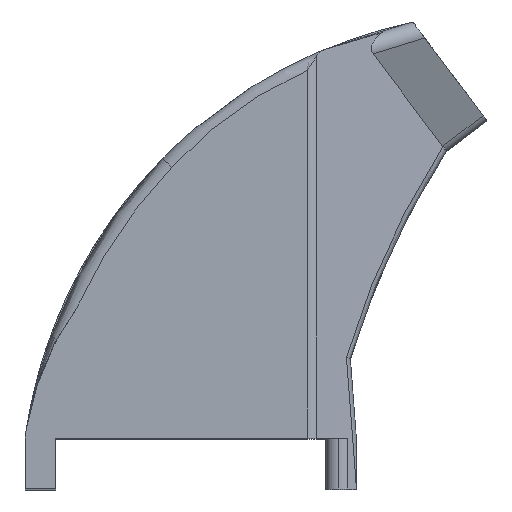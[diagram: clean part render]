
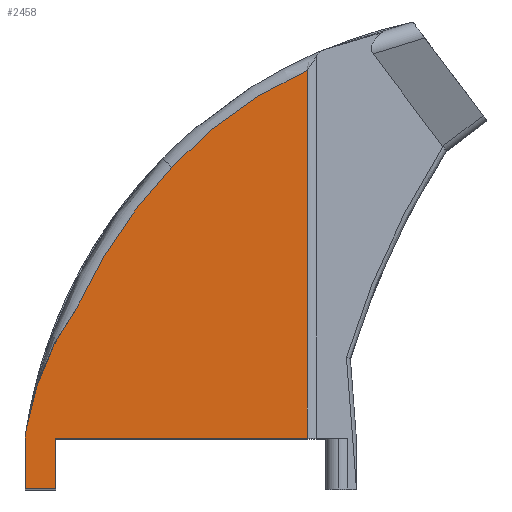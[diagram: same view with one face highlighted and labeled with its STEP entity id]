
A CAD part, top view. The second image highlights one B-rep face of the part: STEP entity #2458.
In plain terms, the highlighted planar face has unit normal (0, 0, 1).
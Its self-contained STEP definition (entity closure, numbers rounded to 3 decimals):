
#12 = DIRECTION ( 'NONE',  ( -1., 0., 0. ) ) ;
#159 = DIRECTION ( 'NONE',  ( 1., 0., 0. ) ) ;
#308 = CARTESIAN_POINT ( 'NONE',  ( -12.783, 0.126, 22.4 ) ) ;
#309 = ORIENTED_EDGE ( 'NONE', *, *, #1861, .T. ) ;
#312 = VERTEX_POINT ( 'NONE', #983 ) ;
#408 = VECTOR ( 'NONE', #3371, 1000. ) ;
#472 = ORIENTED_EDGE ( 'NONE', *, *, #4114, .T. ) ;
#483 = CARTESIAN_POINT ( 'NONE',  ( -12.8, -2., 22.4 ) ) ;
#500 = CARTESIAN_POINT ( 'NONE',  ( -1.711, 0., 22.4 ) ) ;
#640 = CARTESIAN_POINT ( 'NONE',  ( -12.8, 0., 22.4 ) ) ;
#712 = VERTEX_POINT ( 'NONE', #483 ) ;
#834 = VECTOR ( 'NONE', #3716, 1000. ) ;
#858 = DIRECTION ( 'NONE',  ( -1., 0., 0. ) ) ;
#899 = PLANE ( 'NONE',  #3385 ) ;
#983 = CARTESIAN_POINT ( 'NONE',  ( -1.711, 14.45, 22.4 ) ) ;
#988 = ORIENTED_EDGE ( 'NONE', *, *, #2579, .T. ) ;
#990 = EDGE_CURVE ( 'NONE', #3933, #3684, #1590, .T. ) ;
#1011 = CARTESIAN_POINT ( 'NONE',  ( -7.034, 10.639, 22.4 ) ) ;
#1037 = ORIENTED_EDGE ( 'NONE', *, *, #990, .F. ) ;
#1039 = AXIS2_PLACEMENT_3D ( 'NONE', #3653, #3957, #2356 ) ;
#1073 = CARTESIAN_POINT ( 'NONE',  ( -1.711, 15.081, 22.4 ) ) ;
#1159 = DIRECTION ( 'NONE',  ( 0., 0., 1. ) ) ;
#1199 = DIRECTION ( 'NONE',  ( 0., 1., 0. ) ) ;
#1293 = ORIENTED_EDGE ( 'NONE', *, *, #3026, .F. ) ;
#1431 = CARTESIAN_POINT ( 'NONE',  ( -10.726, 5.188, 22.4 ) ) ;
#1546 = CARTESIAN_POINT ( 'NONE',  ( -12.8, -2., 22.4 ) ) ;
#1590 = B_SPLINE_CURVE_WITH_KNOTS ( 'NONE', 3,
 ( #2011, #308, #3680, #1637 ),
 .UNSPECIFIED., .F., .F.,
 ( 4, 4 ),
 ( 0., 1. ),
 .UNSPECIFIED. ) ;
#1598 = VERTEX_POINT ( 'NONE', #4228 ) ;
#1605 = CARTESIAN_POINT ( 'NONE',  ( -12.8, -2., 22.4 ) ) ;
#1616 = EDGE_LOOP ( 'NONE', ( #2185, #1037, #1293, #1967, #2790, #2207, #472, #309, #988 ) ) ;
#1637 = CARTESIAN_POINT ( 'NONE',  ( -12.744, 0.378, 22.4 ) ) ;
#1859 = LINE ( 'NONE', #3265, #3116 ) ;
#1861 = EDGE_CURVE ( 'NONE', #312, #3236, #3251, .T. ) ;
#1967 = ORIENTED_EDGE ( 'NONE', *, *, #3209, .F. ) ;
#2011 = CARTESIAN_POINT ( 'NONE',  ( -12.8, 0., 22.4 ) ) ;
#2048 = LINE ( 'NONE', #2111, #408 ) ;
#2104 = CARTESIAN_POINT ( 'NONE',  ( 7.424, -3.129, 22.4 ) ) ;
#2111 = CARTESIAN_POINT ( 'NONE',  ( -11.6, -2., 22.4 ) ) ;
#2185 = ORIENTED_EDGE ( 'NONE', *, *, #3889, .T. ) ;
#2207 = ORIENTED_EDGE ( 'NONE', *, *, #2400, .F. ) ;
#2277 = VECTOR ( 'NONE', #12, 1000. ) ;
#2356 = DIRECTION ( 'NONE',  ( 1., 0., 0. ) ) ;
#2400 = EDGE_CURVE ( 'NONE', #2844, #3011, #1859, .T. ) ;
#2425 = VECTOR ( 'NONE', #1199, 1000. ) ;
#2441 = CARTESIAN_POINT ( 'NONE',  ( 4.811, -0.285, 22.4 ) ) ;
#2458 = ADVANCED_FACE ( 'NONE', ( #2880 ), #899, .T. ) ;
#2476 = DIRECTION ( 'NONE',  ( 0., 0., 1. ) ) ;
#2551 = DIRECTION ( 'NONE',  ( 0., 0., 1. ) ) ;
#2579 = EDGE_CURVE ( 'NONE', #3236, #3350, #3187, .T. ) ;
#2583 = CARTESIAN_POINT ( 'NONE',  ( -11.6, 0., 22.4 ) ) ;
#2790 = ORIENTED_EDGE ( 'NONE', *, *, #4109, .T. ) ;
#2844 = VERTEX_POINT ( 'NONE', #500 ) ;
#2880 = FACE_OUTER_BOUND ( 'NONE', #1616, .T. ) ;
#2914 = CIRCLE ( 'NONE', #1039, 11.244 ) ;
#2994 = LINE ( 'NONE', #1605, #2277 ) ;
#3011 = VERTEX_POINT ( 'NONE', #2583 ) ;
#3026 = EDGE_CURVE ( 'NONE', #712, #3933, #3837, .T. ) ;
#3116 = VECTOR ( 'NONE', #858, 1000. ) ;
#3181 = AXIS2_PLACEMENT_3D ( 'NONE', #2441, #1159, #159 ) ;
#3187 = CIRCLE ( 'NONE', #3255, 19.965 ) ;
#3209 = EDGE_CURVE ( 'NONE', #1598, #712, #2994, .T. ) ;
#3236 = VERTEX_POINT ( 'NONE', #1011 ) ;
#3251 = CIRCLE ( 'NONE', #3181, 16.114 ) ;
#3255 = AXIS2_PLACEMENT_3D ( 'NONE', #2104, #2476, #4056 ) ;
#3265 = CARTESIAN_POINT ( 'NONE',  ( 0., 0., 22.4 ) ) ;
#3350 = VERTEX_POINT ( 'NONE', #1431 ) ;
#3371 = DIRECTION ( 'NONE',  ( 0., 1., 0. ) ) ;
#3385 = AXIS2_PLACEMENT_3D ( 'NONE', #3528, #2551, #3850 ) ;
#3528 = CARTESIAN_POINT ( 'NONE',  ( 0., 0., 22.4 ) ) ;
#3653 = CARTESIAN_POINT ( 'NONE',  ( -1.65, -1.449, 22.4 ) ) ;
#3680 = CARTESIAN_POINT ( 'NONE',  ( -12.764, 0.252, 22.4 ) ) ;
#3684 = VERTEX_POINT ( 'NONE', #3770 ) ;
#3716 = DIRECTION ( 'NONE',  ( 0., 1., 0. ) ) ;
#3770 = CARTESIAN_POINT ( 'NONE',  ( -12.744, 0.378, 22.4 ) ) ;
#3837 = LINE ( 'NONE', #1546, #2425 ) ;
#3850 = DIRECTION ( 'NONE',  ( 1., 0., 0. ) ) ;
#3889 = EDGE_CURVE ( 'NONE', #3350, #3684, #2914, .T. ) ;
#3933 = VERTEX_POINT ( 'NONE', #640 ) ;
#3957 = DIRECTION ( 'NONE',  ( 0., 0., 1. ) ) ;
#4042 = LINE ( 'NONE', #1073, #834 ) ;
#4056 = DIRECTION ( 'NONE',  ( 1., 0., 0. ) ) ;
#4109 = EDGE_CURVE ( 'NONE', #1598, #3011, #2048, .T. ) ;
#4114 = EDGE_CURVE ( 'NONE', #2844, #312, #4042, .T. ) ;
#4228 = CARTESIAN_POINT ( 'NONE',  ( -11.6, -2., 22.4 ) ) ;
